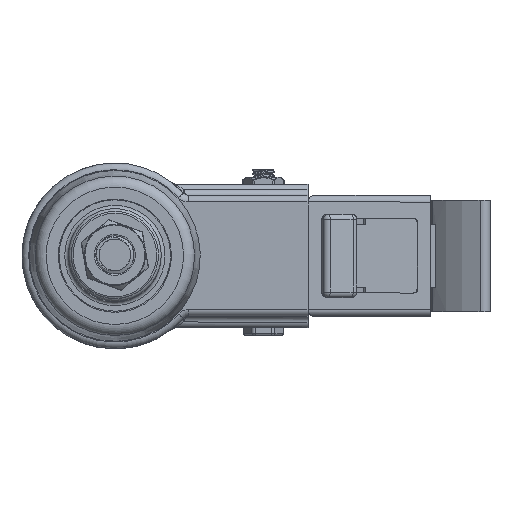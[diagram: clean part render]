
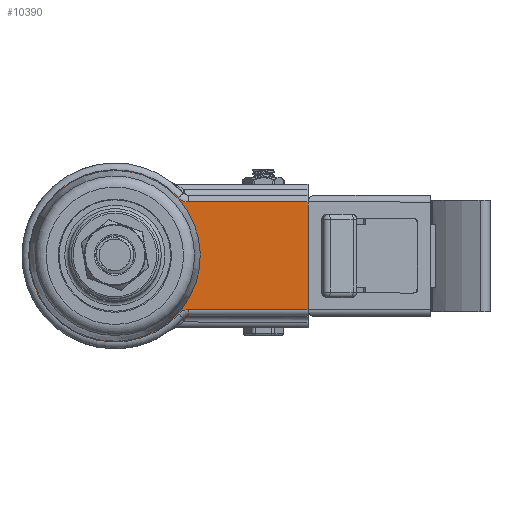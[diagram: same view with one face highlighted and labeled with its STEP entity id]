
A CAD part, top view. The second image highlights one B-rep face of the part: STEP entity #10390.
In plain terms, the highlighted planar face has unit normal (0, 0, 1).
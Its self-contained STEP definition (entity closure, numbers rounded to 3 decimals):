
#657=FACE_BOUND('',#2049,.T.);
#787=PLANE('',#11418);
#1381=FACE_OUTER_BOUND('',#2048,.T.);
#2048=EDGE_LOOP('',(#7853,#7854,#7855,#7856,#7857,#7858));
#2049=EDGE_LOOP('',(#7859));
#2755=LINE('',#16146,#3447);
#2767=LINE('',#16414,#3459);
#2816=LINE('',#17432,#3508);
#3447=VECTOR('',#12897,1000.);
#3459=VECTOR('',#12949,1000.);
#3508=VECTOR('',#13206,1000.);
#4048=CIRCLE('',#11307,23.2);
#4091=CIRCLE('',#11376,21.);
#4101=CIRCLE('',#11414,3.6);
#4102=CIRCLE('',#11419,3.6);
#4680=VERTEX_POINT('',#16143);
#4681=VERTEX_POINT('',#16145);
#4705=VERTEX_POINT('',#16402);
#4706=VERTEX_POINT('',#16403);
#4707=VERTEX_POINT('',#16408);
#4709=VERTEX_POINT('',#16412);
#4762=VERTEX_POINT('',#16678);
#5753=EDGE_CURVE('',#4680,#4681,#2755,.T.);
#5782=EDGE_CURVE('',#4705,#4706,#4048,.T.);
#5788=EDGE_CURVE('',#4709,#4707,#2767,.T.);
#5860=EDGE_CURVE('',#4762,#4762,#4091,.T.);
#5898=EDGE_CURVE('',#4706,#4709,#4101,.T.);
#5901=EDGE_CURVE('',#4680,#4707,#2816,.T.);
#5904=EDGE_CURVE('',#4681,#4705,#4102,.T.);
#7853=ORIENTED_EDGE('',*,*,#5788,.F.);
#7854=ORIENTED_EDGE('',*,*,#5898,.F.);
#7855=ORIENTED_EDGE('',*,*,#5782,.F.);
#7856=ORIENTED_EDGE('',*,*,#5904,.F.);
#7857=ORIENTED_EDGE('',*,*,#5753,.F.);
#7858=ORIENTED_EDGE('',*,*,#5901,.T.);
#7859=ORIENTED_EDGE('',*,*,#5860,.T.);
#10390=ADVANCED_FACE('',(#1381,#657),#787,.T.);
#11307=AXIS2_PLACEMENT_3D('',#16404,#12936,#12937);
#11376=AXIS2_PLACEMENT_3D('',#16679,#13097,#13098);
#11414=AXIS2_PLACEMENT_3D('',#17427,#13199,#13200);
#11418=AXIS2_PLACEMENT_3D('',#17436,#13210,#13211);
#11419=AXIS2_PLACEMENT_3D('',#17437,#13212,#13213);
#12897=DIRECTION('',(-1.,0.,0.));
#12936=DIRECTION('center_axis',(0.,0.,-1.));
#12937=DIRECTION('ref_axis',(-1.,0.,0.));
#12949=DIRECTION('',(1.,0.,0.));
#13097=DIRECTION('center_axis',(0.,0.,-1.));
#13098=DIRECTION('ref_axis',(-1.,0.,0.));
#13199=DIRECTION('center_axis',(0.,0.,1.));
#13200=DIRECTION('ref_axis',(-0.403,-0.915,0.));
#13206=DIRECTION('',(0.,1.,0.));
#13210=DIRECTION('center_axis',(0.,0.,1.));
#13211=DIRECTION('ref_axis',(1.,0.,0.));
#13212=DIRECTION('center_axis',(0.,0.,1.));
#13213=DIRECTION('ref_axis',(-0.403,0.915,0.));
#16143=CARTESIAN_POINT('',(52.,-14.5,-12.5));
#16145=CARTESIAN_POINT('',(19.764,-14.5,-12.5));
#16146=CARTESIAN_POINT('',(17.739,-14.5,-12.5));
#16402=CARTESIAN_POINT('',(17.109,-15.669,-12.5));
#16403=CARTESIAN_POINT('',(17.109,15.669,-12.5));
#16404=CARTESIAN_POINT('Origin',(0.,0.,-12.5));
#16408=CARTESIAN_POINT('',(52.,14.5,-12.5));
#16412=CARTESIAN_POINT('',(19.764,14.5,-12.5));
#16414=CARTESIAN_POINT('',(17.739,14.5,-12.5));
#16678=CARTESIAN_POINT('',(21.,0.,-12.5));
#16679=CARTESIAN_POINT('Origin',(0.,0.,-12.5));
#17427=CARTESIAN_POINT('Origin',(19.764,18.1,-12.5));
#17432=CARTESIAN_POINT('',(52.,-16.3,-12.5));
#17436=CARTESIAN_POINT('Origin',(0.,0.,-12.5));
#17437=CARTESIAN_POINT('Origin',(19.764,-18.1,-12.5));
